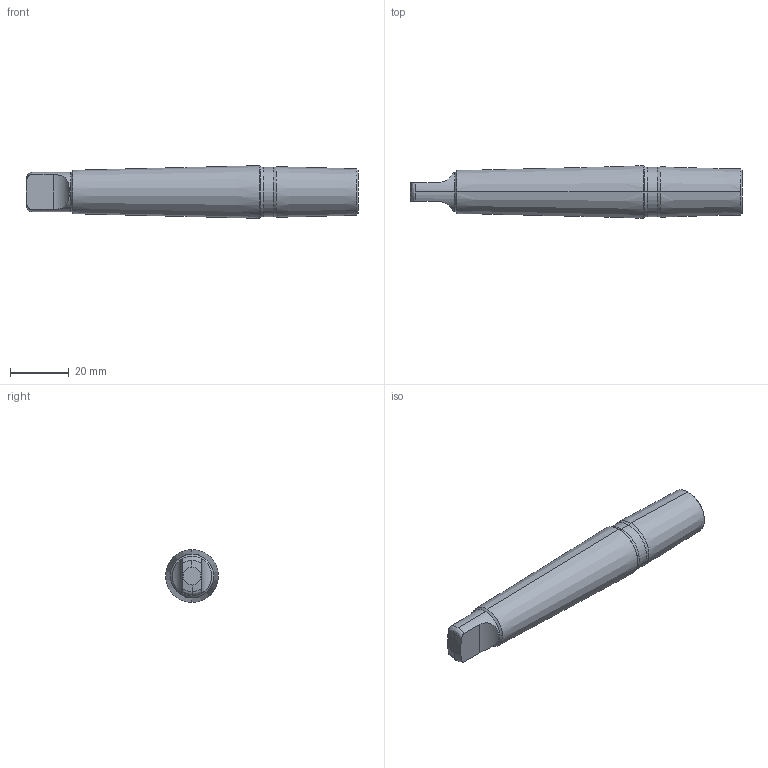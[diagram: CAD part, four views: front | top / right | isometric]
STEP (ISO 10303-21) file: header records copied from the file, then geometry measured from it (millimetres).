
FILE_DESCRIPTION (( 'STEP AP203' ), '1' );
FILE_NAME ('ARBOR MT2B J6.STEP', '2019-04-22T06:38:04', ( '' ), ( '' ), 'SwSTEP 2.0', 'SolidWorks 2014', '' );
FILE_SCHEMA (( 'CONFIG_CONTROL_DESIGN' ));
Length unit declared in the file: millimetre
Products named in the file (1): ARBOR MT2B J6
Bounding box: 113.5 x 18.01 x 18.01 mm (x, y, z)
Volume: 22380.1 mm3; surface area: 5959.4 mm2
Topology: 1 solids, 1 shells, 29 faces, 73 edges, 46 vertices
Faces by surface type: cone 12, bspline 7, cylinder 6, plane 4
Entity records: 1183 total; most frequent: CARTESIAN_POINT 433, ORIENTED_EDGE 146, DIRECTION 144, EDGE_CURVE 73, AXIS2_PLACEMENT_3D 61, VERTEX_POINT 46, CIRCLE 38, EDGE_LOOP 29
